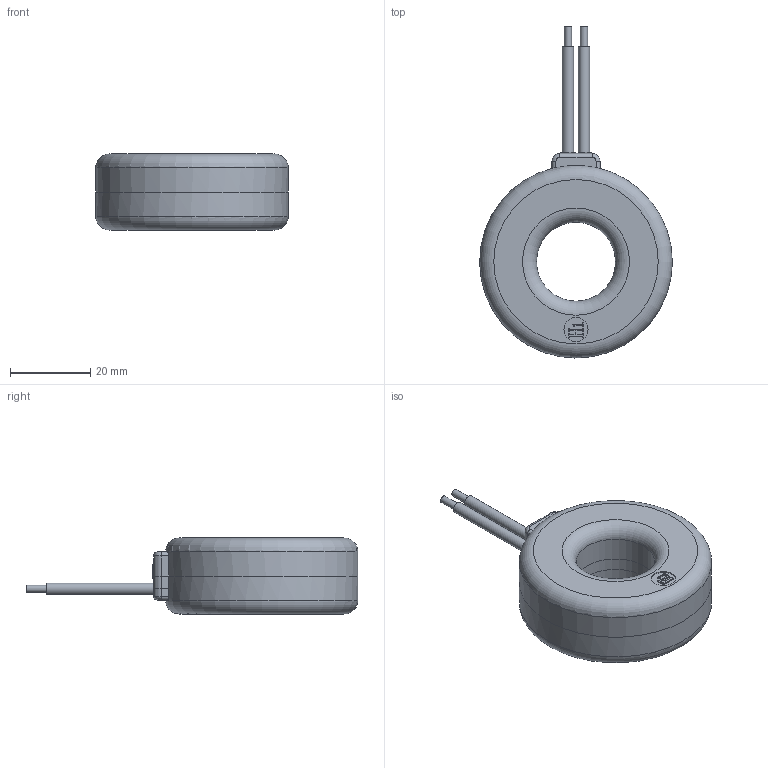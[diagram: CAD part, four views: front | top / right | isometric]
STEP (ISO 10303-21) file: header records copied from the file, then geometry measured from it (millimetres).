
FILE_DESCRIPTION(/* description */ ('STEP AP214'),/* implementation_level */ '2;1');
FILE_NAME(/* name */ 'AcuCT S77 (LB5-1901)_customer version.step',/* time_stamp */ '2025-06-06T16:45:38-04:00',/* author */ (''),/* organization */ (''),/* preprocessor_version */ 'ST-DEVELOPER v20.1',/* originating_system */ 'Autodesk Translation Framework v14.10.0.0',/* authorisation */ '');
FILE_SCHEMA (('AUTOMOTIVE_DESIGN { 1 0 10303 214 3 1 1 }'));
Length unit declared in the file: millimetre
Products named in the file (4): S77; 复件 (3) ^S77.STEP; 复件 (2) ^S77.STEP; ^S77.STEP
Assembly tree (4 placements, depth 2):
  S77
    复件 (3) ^S77.STEP
    ^S77.STEP  x2
    复件 (2) ^S77.STEP
Bounding box: 48 x 82.8 x 19 mm (x, y, z)
Volume: 30678 mm3; surface area: 13979.7 mm2
Topology: 4 solids, 5 shells, 234 faces, 613 edges, 404 vertices
Faces by surface type: plane 154, bspline 41, cylinder 31, torus 6, cone 2
Full cylindrical faces by diameter (mm): 1.8 x4, 2.8 x2, 6 x2, 19.7 x2
Entity records: 8761 total; most frequent: CARTESIAN_POINT 3178, ORIENTED_EDGE 1208, DIRECTION 993, EDGE_CURVE 604, LINE 439, VECTOR 439, VERTEX_POINT 398, AXIS2_PLACEMENT_3D 277
